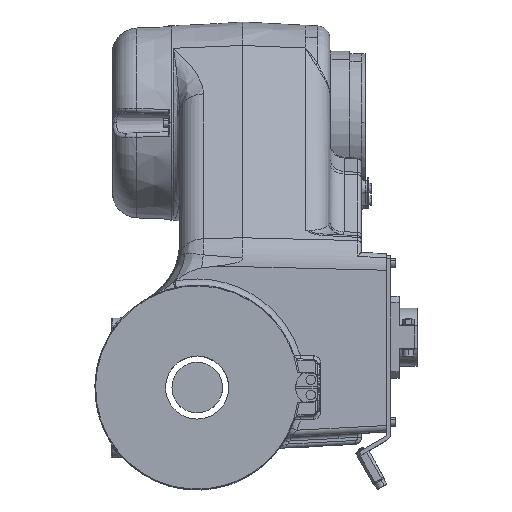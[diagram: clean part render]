
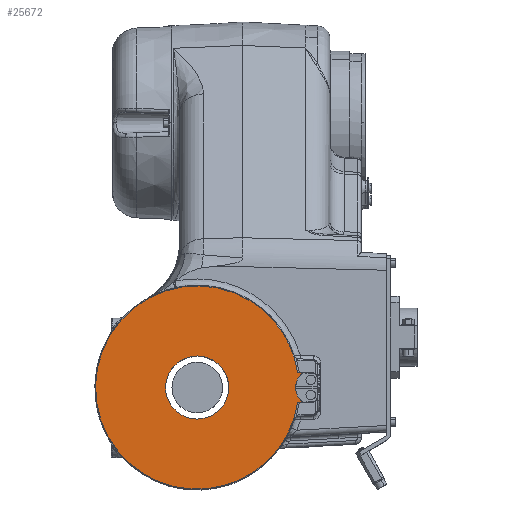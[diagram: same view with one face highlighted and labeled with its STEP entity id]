
A CAD part, top view. The second image highlights one B-rep face of the part: STEP entity #25672.
In plain terms, the highlighted planar face has unit normal (0, 0, 1).
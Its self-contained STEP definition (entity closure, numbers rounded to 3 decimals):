
#883 = AXIS2_PLACEMENT_3D ( 'NONE', #10056, #37747, #38344 ) ;
#1534 = VECTOR ( 'NONE', #2952, 1000. ) ;
#2399 = ORIENTED_EDGE ( 'NONE', *, *, #29878, .F. ) ;
#2952 = DIRECTION ( 'NONE',  ( -0.999, -0.052, 0. ) ) ;
#3521 = EDGE_CURVE ( 'NONE', #8392, #13819, #36143, .T. ) ;
#4942 = VERTEX_POINT ( 'NONE', #28396 ) ;
#5131 = EDGE_LOOP ( 'NONE', ( #2399, #32957 ) ) ;
#5931 = CIRCLE ( 'NONE', #32582, 80.5 ) ;
#6914 = DIRECTION ( 'NONE',  ( 1., 0., 0. ) ) ;
#7260 = AXIS2_PLACEMENT_3D ( 'NONE', #39475, #27040, #24187 ) ;
#7710 = CARTESIAN_POINT ( 'NONE',  ( 93., -210., 257. ) ) ;
#8071 = AXIS2_PLACEMENT_3D ( 'NONE', #34073, #9433, #12700 ) ;
#8392 = VERTEX_POINT ( 'NONE', #24536 ) ;
#8523 = CARTESIAN_POINT ( 'NONE',  ( 0., -210., 257. ) ) ;
#9433 = DIRECTION ( 'NONE',  ( 0., 0., 1. ) ) ;
#10056 = CARTESIAN_POINT ( 'NONE',  ( 0., -210., 257. ) ) ;
#10177 = DIRECTION ( 'NONE',  ( 0., 0., -1. ) ) ;
#10953 = EDGE_CURVE ( 'NONE', #33761, #12082, #18930, .T. ) ;
#10971 = PLANE ( 'NONE',  #7260 ) ;
#10992 = DIRECTION ( 'NONE',  ( 0., 0., 1. ) ) ;
#11035 = CARTESIAN_POINT ( 'NONE',  ( 11.986, -231.94, 257. ) ) ;
#11221 = EDGE_CURVE ( 'NONE', #4942, #13933, #5931, .T. ) ;
#11366 = CARTESIAN_POINT ( 'NONE',  ( 41.884, -141.254, 257. ) ) ;
#11390 = DIRECTION ( 'NONE',  ( 1., 0., 0. ) ) ;
#12082 = VERTEX_POINT ( 'NONE', #19904 ) ;
#12086 = AXIS2_PLACEMENT_3D ( 'NONE', #16738, #19973, #16530 ) ;
#12134 = CARTESIAN_POINT ( 'NONE',  ( 81.562, -221.704, 257. ) ) ;
#12700 = DIRECTION ( 'NONE',  ( 1., 0., 0. ) ) ;
#13817 = CIRCLE ( 'NONE', #33957, 25. ) ;
#13819 = VERTEX_POINT ( 'NONE', #14241 ) ;
#13933 = VERTEX_POINT ( 'NONE', #11366 ) ;
#14241 = CARTESIAN_POINT ( 'NONE',  ( 79.63, -221.806, 257. ) ) ;
#15730 = AXIS2_PLACEMENT_3D ( 'NONE', #7710, #10177, #6914 ) ;
#15851 = EDGE_CURVE ( 'NONE', #4942, #12082, #31347, .T. ) ;
#16193 = LINE ( 'NONE', #12134, #1534 ) ;
#16530 = DIRECTION ( 'NONE',  ( 1., 0., 0. ) ) ;
#16681 = CARTESIAN_POINT ( 'NONE',  ( 83.494, -198.397, 257. ) ) ;
#16738 = CARTESIAN_POINT ( 'NONE',  ( 0., -210., 257. ) ) ;
#17764 = CIRCLE ( 'NONE', #883, 80.5 ) ;
#18367 = VERTEX_POINT ( 'NONE', #28467 ) ;
#18930 = CIRCLE ( 'NONE', #15730, 15. ) ;
#19135 = CIRCLE ( 'NONE', #8071, 25. ) ;
#19322 = CARTESIAN_POINT ( 'NONE',  ( 79.63, -198.194, 257. ) ) ;
#19823 = ORIENTED_EDGE ( 'NONE', *, *, #3521, .T. ) ;
#19904 = CARTESIAN_POINT ( 'NONE',  ( 83.494, -198.397, 257. ) ) ;
#19973 = DIRECTION ( 'NONE',  ( 0., 0., 1. ) ) ;
#21481 = ORIENTED_EDGE ( 'NONE', *, *, #15851, .F. ) ;
#22202 = ORIENTED_EDGE ( 'NONE', *, *, #10953, .T. ) ;
#23552 = VERTEX_POINT ( 'NONE', #11035 ) ;
#23707 = CARTESIAN_POINT ( 'NONE',  ( 83.494, -221.603, 257. ) ) ;
#24187 = DIRECTION ( 'NONE',  ( 0., -1., 0. ) ) ;
#24536 = CARTESIAN_POINT ( 'NONE',  ( -41.884, -278.746, 257. ) ) ;
#25388 = CARTESIAN_POINT ( 'NONE',  ( 0., -210., 257. ) ) ;
#25672 = ADVANCED_FACE ( 'NONE', ( #29893, #38876 ), #10971, .T. ) ;
#25796 = DIRECTION ( 'NONE',  ( 0., 0., 1. ) ) ;
#27040 = DIRECTION ( 'NONE',  ( 0., 0., 1. ) ) ;
#28098 = ORIENTED_EDGE ( 'NONE', *, *, #11221, .T. ) ;
#28396 = CARTESIAN_POINT ( 'NONE',  ( 79.63, -198.194, 257. ) ) ;
#28467 = CARTESIAN_POINT ( 'NONE',  ( -11.986, -188.06, 257. ) ) ;
#29018 = ORIENTED_EDGE ( 'NONE', *, *, #34428, .T. ) ;
#29878 = EDGE_CURVE ( 'NONE', #23552, #18367, #13817, .T. ) ;
#29893 = FACE_BOUND ( 'NONE', #5131, .T. ) ;
#31347 = B_SPLINE_CURVE_WITH_KNOTS ( 'NONE', 1,
 ( #19322, #16681 ),
 .UNSPECIFIED., .F., .F.,
 ( 2, 2 ),
 ( -0.255, 3.614 ),
 .UNSPECIFIED. ) ;
#32116 = DIRECTION ( 'NONE',  ( 1., 0., 0. ) ) ;
#32582 = AXIS2_PLACEMENT_3D ( 'NONE', #25388, #25796, #32116 ) ;
#32957 = ORIENTED_EDGE ( 'NONE', *, *, #35772, .F. ) ;
#33761 = VERTEX_POINT ( 'NONE', #23707 ) ;
#33957 = AXIS2_PLACEMENT_3D ( 'NONE', #8523, #10992, #11390 ) ;
#34073 = CARTESIAN_POINT ( 'NONE',  ( 0., -210., 257. ) ) ;
#34428 = EDGE_CURVE ( 'NONE', #13933, #8392, #17764, .T. ) ;
#35147 = EDGE_CURVE ( 'NONE', #33761, #13819, #16193, .T. ) ;
#35772 = EDGE_CURVE ( 'NONE', #18367, #23552, #19135, .T. ) ;
#36009 = EDGE_LOOP ( 'NONE', ( #21481, #28098, #29018, #19823, #37101, #22202 ) ) ;
#36143 = CIRCLE ( 'NONE', #12086, 80.5 ) ;
#37101 = ORIENTED_EDGE ( 'NONE', *, *, #35147, .F. ) ;
#37747 = DIRECTION ( 'NONE',  ( 0., 0., 1. ) ) ;
#38344 = DIRECTION ( 'NONE',  ( 1., 0., 0. ) ) ;
#38876 = FACE_OUTER_BOUND ( 'NONE', #36009, .T. ) ;
#39475 = CARTESIAN_POINT ( 'NONE',  ( 0., -288., 257. ) ) ;
